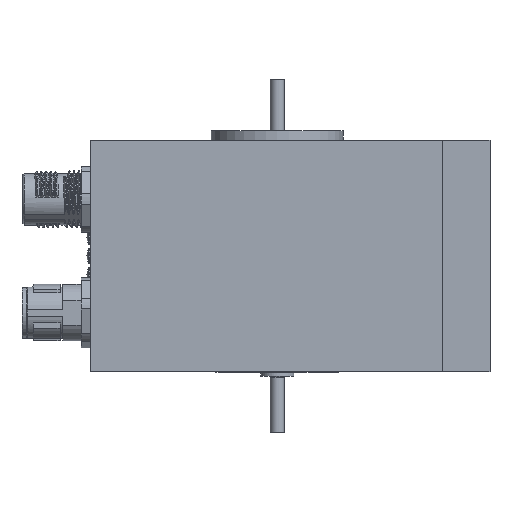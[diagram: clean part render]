
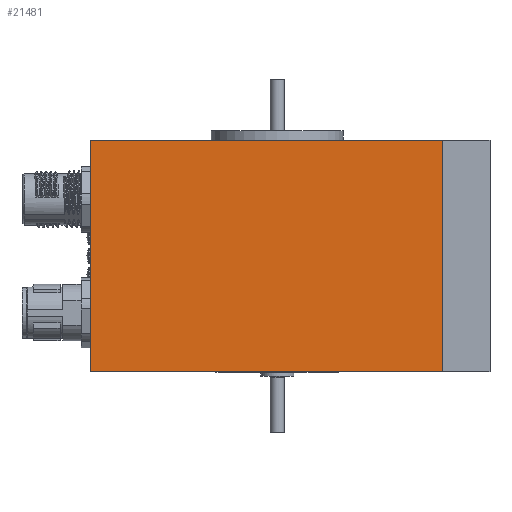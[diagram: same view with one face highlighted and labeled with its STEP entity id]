
A CAD part, left-side view. The second image highlights one B-rep face of the part: STEP entity #21481.
In plain terms, the highlighted planar face has unit normal (-1, 0, 0).
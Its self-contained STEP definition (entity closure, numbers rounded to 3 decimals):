
#59 = DIRECTION ( 'NONE',  ( 0., -1., 0. ) ) ;
#2419 = CARTESIAN_POINT ( 'NONE',  ( -20., 10., 49. ) ) ;
#4584 = LINE ( 'NONE', #12137, #13742 ) ;
#4820 = DIRECTION ( 'NONE',  ( 0., 0., -1. ) ) ;
#5104 = EDGE_CURVE ( 'NONE', #7953, #7090, #12672, .T. ) ;
#5734 = EDGE_LOOP ( 'NONE', ( #14058, #20693, #7706, #14715 ) ) ;
#5892 = FACE_OUTER_BOUND ( 'NONE', #5734, .T. ) ;
#7090 = VERTEX_POINT ( 'NONE', #2419 ) ;
#7706 = ORIENTED_EDGE ( 'NONE', *, *, #5104, .F. ) ;
#7953 = VERTEX_POINT ( 'NONE', #11860 ) ;
#10986 = CARTESIAN_POINT ( 'NONE',  ( -20., 84.5, 49. ) ) ;
#10994 = VECTOR ( 'NONE', #16673, 1000. ) ;
#11064 = PLANE ( 'NONE',  #20620 ) ;
#11065 = LINE ( 'NONE', #11543, #10994 ) ;
#11543 = CARTESIAN_POINT ( 'NONE',  ( -20., 10., 49. ) ) ;
#11860 = CARTESIAN_POINT ( 'NONE',  ( -20., 84.5, 49. ) ) ;
#12137 = CARTESIAN_POINT ( 'NONE',  ( -20., 84.5, 0. ) ) ;
#12151 = VECTOR ( 'NONE', #4820, 1000. ) ;
#12672 = LINE ( 'NONE', #10986, #23551 ) ;
#12865 = VERTEX_POINT ( 'NONE', #15365 ) ;
#13742 = VECTOR ( 'NONE', #22689, 1000. ) ;
#14051 = CARTESIAN_POINT ( 'NONE',  ( -20., 84.5, 49. ) ) ;
#14058 = ORIENTED_EDGE ( 'NONE', *, *, #20282, .T. ) ;
#14198 = CARTESIAN_POINT ( 'NONE',  ( -20., 84.5, 0. ) ) ;
#14715 = ORIENTED_EDGE ( 'NONE', *, *, #16168, .T. ) ;
#14990 = DIRECTION ( 'NONE',  ( 0., 1., 0. ) ) ;
#15223 = EDGE_CURVE ( 'NONE', #7090, #12865, #11065, .T. ) ;
#15365 = CARTESIAN_POINT ( 'NONE',  ( -20., 10., 0. ) ) ;
#15619 = LINE ( 'NONE', #14051, #12151 ) ;
#16168 = EDGE_CURVE ( 'NONE', #7953, #23404, #15619, .T. ) ;
#16673 = DIRECTION ( 'NONE',  ( 0., 0., -1. ) ) ;
#20269 = CARTESIAN_POINT ( 'NONE',  ( -20., 84.5, 49. ) ) ;
#20282 = EDGE_CURVE ( 'NONE', #23404, #12865, #4584, .T. ) ;
#20620 = AXIS2_PLACEMENT_3D ( 'NONE', #20269, #22067, #14990 ) ;
#20693 = ORIENTED_EDGE ( 'NONE', *, *, #15223, .F. ) ;
#21481 = ADVANCED_FACE ( 'NONE', ( #5892 ), #11064, .F. ) ;
#22067 = DIRECTION ( 'NONE',  ( 1., 0., 0. ) ) ;
#22689 = DIRECTION ( 'NONE',  ( 0., -1., 0. ) ) ;
#23404 = VERTEX_POINT ( 'NONE', #14198 ) ;
#23551 = VECTOR ( 'NONE', #59, 1000. ) ;
